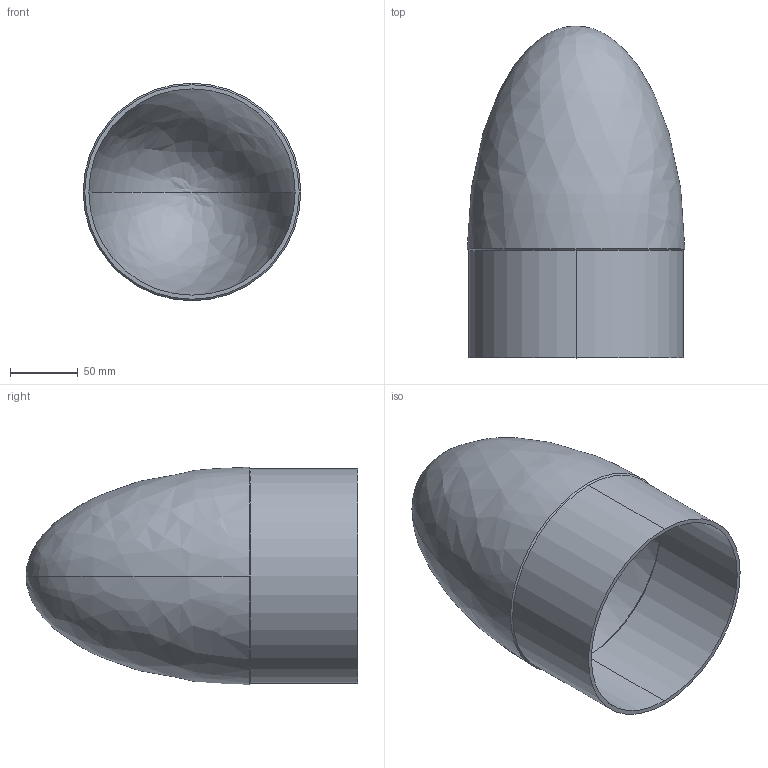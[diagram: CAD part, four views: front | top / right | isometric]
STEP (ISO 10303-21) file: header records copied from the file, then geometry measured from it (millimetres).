
FILE_DESCRIPTION (( 'STEP AP214' ), '1' );
FILE_NAME ('Nosecone.STEP', '2024-02-01T00:23:29', ( '' ), ( '' ), 'SwSTEP 2.0', 'SolidWorks 2023', '' );
FILE_SCHEMA (( 'AUTOMOTIVE_DESIGN' ));
Length unit declared in the file: inch
Products named in the file (1): Nosecone
Bounding box: 161.04 x 245.62 x 161.04 mm (x, y, z)
Volume: 242218.1 mm3; surface area: 220783.8 mm2
Topology: 1 solids, 1 shells, 13 faces, 32 edges, 18 vertices
Faces by surface type: bspline 4, cone 4, cylinder 4, plane 1
Entity records: 433 total; most frequent: CARTESIAN_POINT 132, DIRECTION 60, ORIENTED_EDGE 56, EDGE_CURVE 28, AXIS2_PLACEMENT_3D 26, VERTEX_POINT 18, CIRCLE 16, EDGE_LOOP 14
